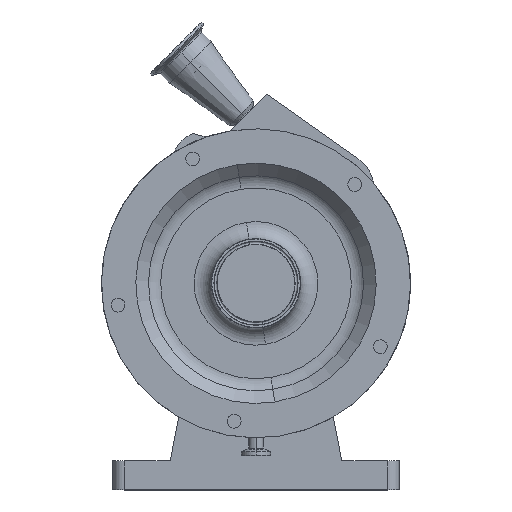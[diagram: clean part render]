
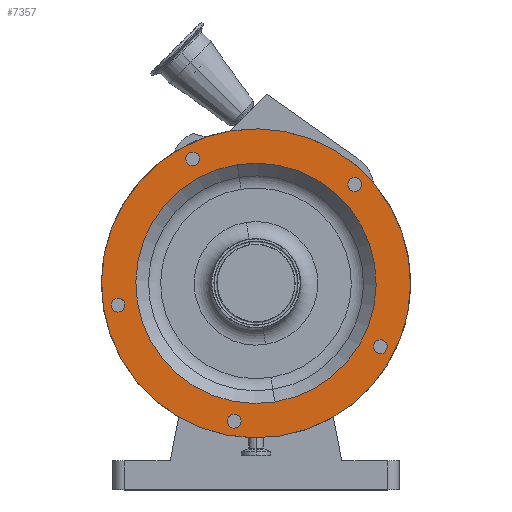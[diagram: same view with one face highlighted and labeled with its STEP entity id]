
A CAD part, top view. The second image highlights one B-rep face of the part: STEP entity #7357.
In plain terms, the highlighted planar face has unit normal (0, 0, 1).
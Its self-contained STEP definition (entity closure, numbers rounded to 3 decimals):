
#5 = EDGE_CURVE ( 'NONE', #133, #128, #2690, .T. ) ;
#128 = VERTEX_POINT ( 'NONE', #3017 ) ;
#133 = VERTEX_POINT ( 'NONE', #3044 ) ;
#2278 = CIRCLE ( 'NONE', #2436, 6. ) ;
#2348 = CARTESIAN_POINT ( 'NONE',  ( 111.427, -50.041, 200. ) ) ;
#2353 = DIRECTION ( 'NONE',  ( -0.988, 0.156, 0. ) ) ;
#2433 = DIRECTION ( 'NONE',  ( 0., 0., 1. ) ) ;
#2434 = DIRECTION ( 'NONE',  ( 0., 0., 1. ) ) ;
#2435 = CARTESIAN_POINT ( 'NONE',  ( -19.085, -120.498, 200. ) ) ;
#2436 = AXIS2_PLACEMENT_3D ( 'NONE', #2439, #2433, #2449 ) ;
#2437 = CARTESIAN_POINT ( 'NONE',  ( 105.979, -60.733, 200. ) ) ;
#2439 = CARTESIAN_POINT ( 'NONE',  ( 108.703, -55.387, 200. ) ) ;
#2440 = AXIS2_PLACEMENT_3D ( 'NONE', #2435, #2434, #2353 ) ;
#2449 = DIRECTION ( 'NONE',  ( -0.454, -0.891, 0. ) ) ;
#2450 = CIRCLE ( 'NONE', #2440, 6. ) ;
#2482 = CARTESIAN_POINT ( 'NONE',  ( -119.559, -25.011, 200. ) ) ;
#2488 = CARTESIAN_POINT ( 'NONE',  ( -13.159, -121.437, 200. ) ) ;
#2518 = CARTESIAN_POINT ( 'NONE',  ( 16.426, -103.707, 200. ) ) ;
#2521 = CARTESIAN_POINT ( 'NONE',  ( -25.011, -119.559, 200. ) ) ;
#2537 = CIRCLE ( 'NONE', #2538, 6. ) ;
#2538 = AXIS2_PLACEMENT_3D ( 'NONE', #2544, #2543, #2542 ) ;
#2542 = DIRECTION ( 'NONE',  ( -0.156, 0.988, 0. ) ) ;
#2543 = DIRECTION ( 'NONE',  ( 0., 0., 1. ) ) ;
#2544 = CARTESIAN_POINT ( 'NONE',  ( -120.498, -19.085, 200. ) ) ;
#2552 = CARTESIAN_POINT ( 'NONE',  ( 0., 0., 200. ) ) ;
#2553 = DIRECTION ( 'NONE',  ( 0., 0., 1. ) ) ;
#2559 = DIRECTION ( 'NONE',  ( -0.156, 0.988, 0. ) ) ;
#2584 = AXIS2_PLACEMENT_3D ( 'NONE', #2552, #2553, #2559 ) ;
#2588 = CIRCLE ( 'NONE', #2584, 105. ) ;
#2610 = CARTESIAN_POINT ( 'NONE',  ( -121.437, -13.159, 200. ) ) ;
#2636 = CARTESIAN_POINT ( 'NONE',  ( -16.426, 103.707, 200. ) ) ;
#2689 = CARTESIAN_POINT ( 'NONE',  ( 86.267, 86.267, 200. ) ) ;
#2690 = CIRCLE ( 'NONE', #2710, 6. ) ;
#2695 = DIRECTION ( 'NONE',  ( 0., 0., 1. ) ) ;
#2710 = AXIS2_PLACEMENT_3D ( 'NONE', #2689, #2695, #2720 ) ;
#2720 = DIRECTION ( 'NONE',  ( 0.707, -0.707, 0. ) ) ;
#3017 = CARTESIAN_POINT ( 'NONE',  ( 90.51, 82.024, 200. ) ) ;
#3044 = CARTESIAN_POINT ( 'NONE',  ( 82.024, 90.51, 200. ) ) ;
#3243 = DIRECTION ( 'NONE',  ( -0.156, 0.988, 0. ) ) ;
#3244 = DIRECTION ( 'NONE',  ( 0., 0., 1. ) ) ;
#3245 = CARTESIAN_POINT ( 'NONE',  ( 0., 0., 200. ) ) ;
#3246 = AXIS2_PLACEMENT_3D ( 'NONE', #3245, #3244, #3243 ) ;
#3264 = CIRCLE ( 'NONE', #3246, 135. ) ;
#3713 = CARTESIAN_POINT ( 'NONE',  ( -50.041, 111.427, 200. ) ) ;
#3828 = DIRECTION ( 'NONE',  ( 0., 0., 1. ) ) ;
#3829 = CARTESIAN_POINT ( 'NONE',  ( -55.387, 108.703, 200. ) ) ;
#3913 = AXIS2_PLACEMENT_3D ( 'NONE', #3921, #3920, #3926 ) ;
#3920 = DIRECTION ( 'NONE',  ( 0., 0., 1. ) ) ;
#3921 = CARTESIAN_POINT ( 'NONE',  ( 0., 0., 200. ) ) ;
#3924 = DIRECTION ( 'NONE',  ( 0.891, 0.454, 0. ) ) ;
#3926 = DIRECTION ( 'NONE',  ( -0.156, 0.988, 0. ) ) ;
#3940 = CIRCLE ( 'NONE', #3913, 105. ) ;
#4016 = DIRECTION ( 'NONE',  ( -0.454, -0.891, 0. ) ) ;
#4017 = DIRECTION ( 'NONE',  ( 0., 0., 1. ) ) ;
#4021 = CARTESIAN_POINT ( 'NONE',  ( 108.703, -55.387, 200. ) ) ;
#4022 = AXIS2_PLACEMENT_3D ( 'NONE', #4021, #4017, #4016 ) ;
#4028 = CIRCLE ( 'NONE', #4022, 6. ) ;
#4052 = CIRCLE ( 'NONE', #4073, 6. ) ;
#4073 = AXIS2_PLACEMENT_3D ( 'NONE', #3829, #3828, #3924 ) ;
#4121 = DIRECTION ( 'NONE',  ( 0.156, -0.988, 0. ) ) ;
#4122 = DIRECTION ( 'NONE',  ( 0., 0., -1. ) ) ;
#4131 = PLANE ( 'NONE',  #4142 ) ;
#4132 = FACE_BOUND ( 'NONE', #7165, .T. ) ;
#4133 = FACE_BOUND ( 'NONE', #7312, .T. ) ;
#4137 = FACE_OUTER_BOUND ( 'NONE', #7470, .T. ) ;
#4141 = FACE_BOUND ( 'NONE', #7347, .T. ) ;
#4142 = AXIS2_PLACEMENT_3D ( 'NONE', #4144, #4122, #4121 ) ;
#4143 = FACE_BOUND ( 'NONE', #7162, .T. ) ;
#4144 = CARTESIAN_POINT ( 'NONE',  ( -38.52, -6.101, 200. ) ) ;
#4145 = FACE_BOUND ( 'NONE', #7226, .T. ) ;
#4148 = FACE_BOUND ( 'NONE', #7234, .T. ) ;
#4233 = CARTESIAN_POINT ( 'NONE',  ( 0., 0., 200. ) ) ;
#4243 = CIRCLE ( 'NONE', #4252, 135. ) ;
#4250 = DIRECTION ( 'NONE',  ( -0.156, 0.988, 0. ) ) ;
#4251 = DIRECTION ( 'NONE',  ( 0., 0., 1. ) ) ;
#4252 = AXIS2_PLACEMENT_3D ( 'NONE', #4233, #4251, #4250 ) ;
#4824 = VERTEX_POINT ( 'NONE', #5580 ) ;
#4839 = VERTEX_POINT ( 'NONE', #5509 ) ;
#4861 = EDGE_CURVE ( 'NONE', #4839, #4824, #3264, .T. ) ;
#5283 = VERTEX_POINT ( 'NONE', #9051 ) ;
#5294 = EDGE_CURVE ( 'NONE', #5283, #5304, #9055, .T. ) ;
#5304 = VERTEX_POINT ( 'NONE', #3713 ) ;
#5509 = CARTESIAN_POINT ( 'NONE',  ( -21.119, 133.338, 200. ) ) ;
#5580 = CARTESIAN_POINT ( 'NONE',  ( 21.119, -133.338, 200. ) ) ;
#7045 = ORIENTED_EDGE ( 'NONE', *, *, #7192, .F. ) ;
#7162 = EDGE_LOOP ( 'NONE', ( #7199, #7184 ) ) ;
#7165 = EDGE_LOOP ( 'NONE', ( #7045, #7423 ) ) ;
#7180 = EDGE_CURVE ( 'NONE', #128, #133, #7774, .T. ) ;
#7184 = ORIENTED_EDGE ( 'NONE', *, *, #5294, .F. ) ;
#7188 = EDGE_CURVE ( 'NONE', #8162, #8139, #8037, .T. ) ;
#7192 = EDGE_CURVE ( 'NONE', #8206, #8130, #8059, .T. ) ;
#7199 = ORIENTED_EDGE ( 'NONE', *, *, #7341, .F. ) ;
#7226 = EDGE_LOOP ( 'NONE', ( #7346, #7228 ) ) ;
#7227 = ORIENTED_EDGE ( 'NONE', *, *, #7288, .F. ) ;
#7228 = ORIENTED_EDGE ( 'NONE', *, *, #8144, .F. ) ;
#7229 = ORIENTED_EDGE ( 'NONE', *, *, #7180, .F. ) ;
#7234 = EDGE_LOOP ( 'NONE', ( #7241, #7461 ) ) ;
#7238 = ORIENTED_EDGE ( 'NONE', *, *, #7418, .T. ) ;
#7241 = ORIENTED_EDGE ( 'NONE', *, *, #7247, .F. ) ;
#7247 = EDGE_CURVE ( 'NONE', #8232, #8157, #3940, .T. ) ;
#7288 = EDGE_CURVE ( 'NONE', #8152, #8148, #4028, .T. ) ;
#7312 = EDGE_LOOP ( 'NONE', ( #7229, #7358 ) ) ;
#7314 = ORIENTED_EDGE ( 'NONE', *, *, #8110, .F. ) ;
#7341 = EDGE_CURVE ( 'NONE', #5304, #5283, #4052, .T. ) ;
#7346 = ORIENTED_EDGE ( 'NONE', *, *, #7188, .F. ) ;
#7347 = EDGE_LOOP ( 'NONE', ( #7227, #7314 ) ) ;
#7357 = ADVANCED_FACE ( 'NONE', ( #4143, #4133, #4141, #4145, #4132, #4137, #4148 ), #4131, .F. ) ;
#7358 = ORIENTED_EDGE ( 'NONE', *, *, #5, .F. ) ;
#7418 = EDGE_CURVE ( 'NONE', #4824, #4839, #4243, .T. ) ;
#7423 = ORIENTED_EDGE ( 'NONE', *, *, #8186, .F. ) ;
#7434 = ORIENTED_EDGE ( 'NONE', *, *, #4861, .T. ) ;
#7461 = ORIENTED_EDGE ( 'NONE', *, *, #8202, .F. ) ;
#7470 = EDGE_LOOP ( 'NONE', ( #7434, #7238 ) ) ;
#7708 = DIRECTION ( 'NONE',  ( 0., 0., 1. ) ) ;
#7731 = DIRECTION ( 'NONE',  ( 0.707, -0.707, 0. ) ) ;
#7768 = AXIS2_PLACEMENT_3D ( 'NONE', #7771, #7708, #7731 ) ;
#7771 = CARTESIAN_POINT ( 'NONE',  ( 86.267, 86.267, 200. ) ) ;
#7774 = CIRCLE ( 'NONE', #7768, 6. ) ;
#7879 = CARTESIAN_POINT ( 'NONE',  ( -19.085, -120.498, 200. ) ) ;
#7959 = DIRECTION ( 'NONE',  ( -0.988, 0.156, 0. ) ) ;
#7964 = DIRECTION ( 'NONE',  ( 0., 0., 1. ) ) ;
#7982 = AXIS2_PLACEMENT_3D ( 'NONE', #7879, #7964, #7959 ) ;
#8037 = CIRCLE ( 'NONE', #7982, 6. ) ;
#8058 = DIRECTION ( 'NONE',  ( -0.156, 0.988, 0. ) ) ;
#8059 = CIRCLE ( 'NONE', #8061, 6. ) ;
#8060 = CARTESIAN_POINT ( 'NONE',  ( -120.498, -19.085, 200. ) ) ;
#8061 = AXIS2_PLACEMENT_3D ( 'NONE', #8060, #8065, #8058 ) ;
#8065 = DIRECTION ( 'NONE',  ( 0., 0., 1. ) ) ;
#8110 = EDGE_CURVE ( 'NONE', #8148, #8152, #2278, .T. ) ;
#8130 = VERTEX_POINT ( 'NONE', #2482 ) ;
#8139 = VERTEX_POINT ( 'NONE', #2488 ) ;
#8144 = EDGE_CURVE ( 'NONE', #8139, #8162, #2450, .T. ) ;
#8148 = VERTEX_POINT ( 'NONE', #2348 ) ;
#8152 = VERTEX_POINT ( 'NONE', #2437 ) ;
#8157 = VERTEX_POINT ( 'NONE', #2518 ) ;
#8162 = VERTEX_POINT ( 'NONE', #2521 ) ;
#8186 = EDGE_CURVE ( 'NONE', #8130, #8206, #2537, .T. ) ;
#8202 = EDGE_CURVE ( 'NONE', #8157, #8232, #2588, .T. ) ;
#8206 = VERTEX_POINT ( 'NONE', #2610 ) ;
#8232 = VERTEX_POINT ( 'NONE', #2636 ) ;
#8955 = DIRECTION ( 'NONE',  ( 0.891, 0.454, 0. ) ) ;
#8962 = DIRECTION ( 'NONE',  ( 0., 0., 1. ) ) ;
#9051 = CARTESIAN_POINT ( 'NONE',  ( -60.733, 105.979, 200. ) ) ;
#9053 = AXIS2_PLACEMENT_3D ( 'NONE', #9061, #8962, #8955 ) ;
#9055 = CIRCLE ( 'NONE', #9053, 6. ) ;
#9061 = CARTESIAN_POINT ( 'NONE',  ( -55.387, 108.703, 200. ) ) ;
